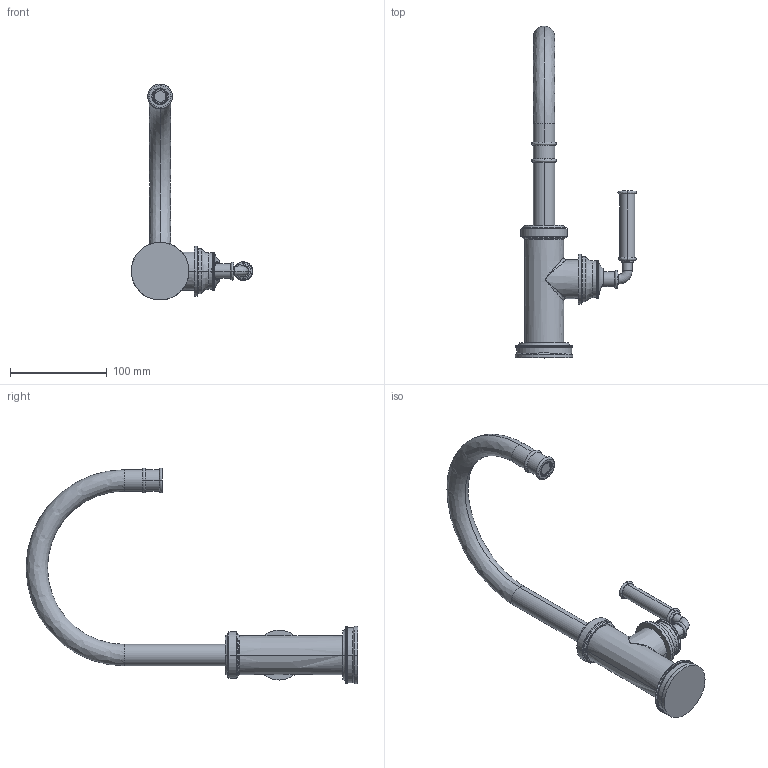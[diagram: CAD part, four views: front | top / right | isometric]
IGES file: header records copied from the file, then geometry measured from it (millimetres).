
Start section:  PTC IGES file: 2940-5233_sw0001.igs
Global section: file name: 2940-5233_sw0001.igs; native system: Creo Parametric by PTC Inc.; preprocessor: 2023134; author: rsmith; organization: Unknown; date: 20231206.092318; units: inch
Bounding box: 125.83 x 343.79 x 223.67 mm (x, y, z)
Surface area: 71276.9 mm2 (no closed solid volume)
Topology: 0 solids, 0 shells, 823 faces, 4648 edges, 4648 vertices
Faces by surface type: bspline 476, revolution 347
